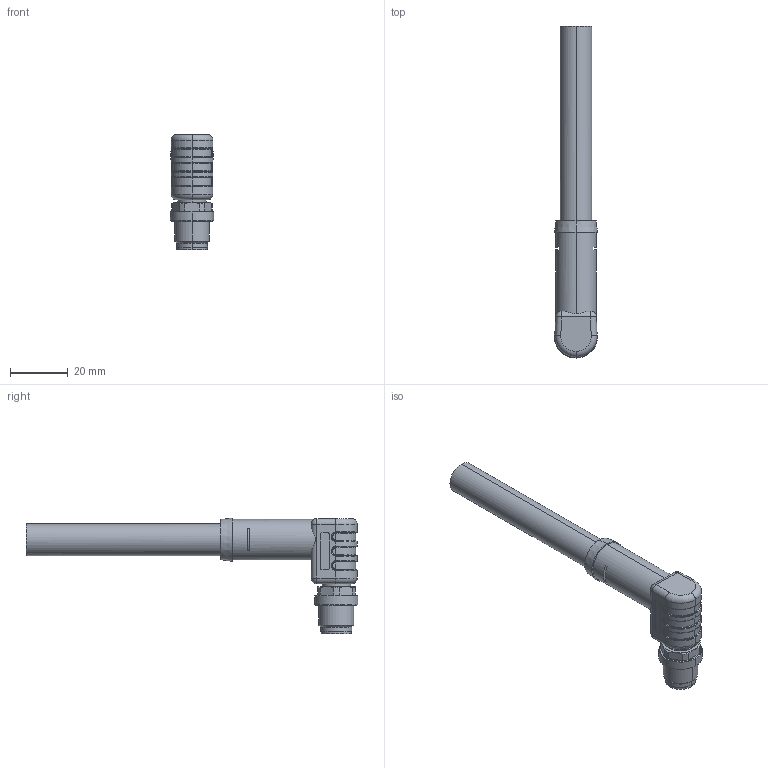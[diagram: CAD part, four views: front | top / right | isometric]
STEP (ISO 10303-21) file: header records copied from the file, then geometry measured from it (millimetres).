
FILE_DESCRIPTION(('CATIA V5 STEP Exchange','CAx-IF Rec.Pracs.--- Model Styling and Organization---1.4--- 2014-01-23'),'2;1');
FILE_NAME ('358720-1_1_2050260150_2050260150.stp','2020-02-13T07:15:04+00:00',('none'),('Weidmueller'),'CATIA Version 5-6 Release 2016 SP3 HF44','CATIA V5 STEP AP214','none');
FILE_SCHEMA(('AUTOMOTIVE_DESIGN { 1 0 10303 214 1 1 1 1 }'));
Length unit declared in the file: millimetre
Products named in the file (1): 2050260150
Bounding box: 15 x 115.06 x 40.2 mm (x, y, z)
Volume: 17506.6 mm3; surface area: 8498.1 mm2
Topology: 6 solids, 7 shells, 330 faces, 803 edges, 484 vertices
Faces by surface type: cylinder 107, plane 86, torus 48, bspline 42, cone 27, sphere 20
Entity records: 11008 total; most frequent: CARTESIAN_POINT 4219, ORIENTED_EDGE 1566, DIRECTION 1061, EDGE_CURVE 783, AXIS2_PLACEMENT_3D 525, VERTEX_POINT 484, EDGE_LOOP 351, ADVANCED_FACE 330
